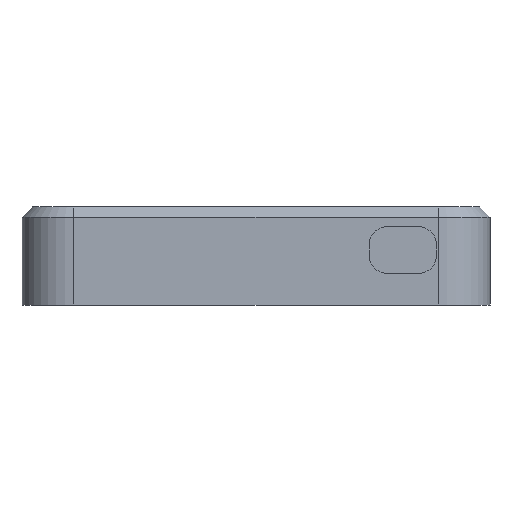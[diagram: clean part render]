
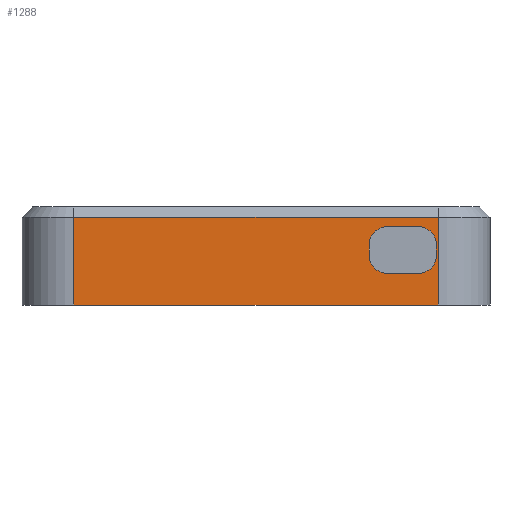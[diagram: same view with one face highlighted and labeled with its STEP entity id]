
A CAD part, left-side view. The second image highlights one B-rep face of the part: STEP entity #1288.
In plain terms, the highlighted planar face has unit normal (-1, 0, 0).
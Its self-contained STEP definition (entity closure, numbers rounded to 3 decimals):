
#18=FACE_BOUND('',#225,.T.);
#81=CIRCLE('',#1382,3.5);
#82=CIRCLE('',#1385,3.5);
#83=CIRCLE('',#1388,3.5);
#84=CIRCLE('',#1390,3.5);
#154=FACE_OUTER_BOUND('',#224,.T.);
#224=EDGE_LOOP('',(#1164,#1165,#1166,#1167));
#225=EDGE_LOOP('',(#1168,#1169,#1170,#1171,#1172,#1173,#1174,#1175));
#242=LINE('',#1829,#381);
#304=LINE('',#1995,#443);
#336=LINE('',#2089,#475);
#340=LINE('',#2099,#479);
#345=LINE('',#2111,#484);
#346=LINE('',#2114,#485);
#364=LINE('',#2153,#503);
#365=LINE('',#2155,#504);
#381=VECTOR('',#1460,10.);
#443=VECTOR('',#1596,10.);
#475=VECTOR('',#1688,10.);
#479=VECTOR('',#1698,10.);
#484=VECTOR('',#1713,10.);
#485=VECTOR('',#1718,10.);
#503=VECTOR('',#1778,10.);
#504=VECTOR('',#1781,10.);
#517=VERTEX_POINT('',#1819);
#519=VERTEX_POINT('',#1825);
#586=VERTEX_POINT('',#1993);
#587=VERTEX_POINT('',#1994);
#617=VERTEX_POINT('',#2082);
#618=VERTEX_POINT('',#2083);
#619=VERTEX_POINT('',#2088);
#620=VERTEX_POINT('',#2092);
#621=VERTEX_POINT('',#2094);
#622=VERTEX_POINT('',#2098);
#623=VERTEX_POINT('',#2103);
#624=VERTEX_POINT('',#2107);
#646=EDGE_CURVE('',#517,#519,#242,.T.);
#726=EDGE_CURVE('',#586,#587,#304,.T.);
#774=EDGE_CURVE('',#617,#618,#81,.T.);
#777=EDGE_CURVE('',#618,#619,#336,.T.);
#780=EDGE_CURVE('',#620,#621,#82,.T.);
#782=EDGE_CURVE('',#622,#621,#340,.T.);
#785=EDGE_CURVE('',#619,#623,#83,.T.);
#787=EDGE_CURVE('',#622,#624,#84,.T.);
#789=EDGE_CURVE('',#617,#624,#345,.T.);
#790=EDGE_CURVE('',#620,#623,#346,.T.);
#808=EDGE_CURVE('',#586,#519,#364,.T.);
#809=EDGE_CURVE('',#587,#517,#365,.T.);
#1164=ORIENTED_EDGE('',*,*,#646,.F.);
#1165=ORIENTED_EDGE('',*,*,#809,.F.);
#1166=ORIENTED_EDGE('',*,*,#726,.F.);
#1167=ORIENTED_EDGE('',*,*,#808,.T.);
#1168=ORIENTED_EDGE('',*,*,#790,.T.);
#1169=ORIENTED_EDGE('',*,*,#785,.F.);
#1170=ORIENTED_EDGE('',*,*,#777,.F.);
#1171=ORIENTED_EDGE('',*,*,#774,.F.);
#1172=ORIENTED_EDGE('',*,*,#789,.T.);
#1173=ORIENTED_EDGE('',*,*,#787,.F.);
#1174=ORIENTED_EDGE('',*,*,#782,.T.);
#1175=ORIENTED_EDGE('',*,*,#780,.F.);
#1222=PLANE('',#1415);
#1288=ADVANCED_FACE('',(#154,#18),#1222,.T.);
#1382=AXIS2_PLACEMENT_3D('',#2084,#1682,#1683);
#1385=AXIS2_PLACEMENT_3D('',#2095,#1693,#1694);
#1388=AXIS2_PLACEMENT_3D('',#2104,#1703,#1704);
#1390=AXIS2_PLACEMENT_3D('',#2108,#1708,#1709);
#1415=AXIS2_PLACEMENT_3D('',#2154,#1779,#1780);
#1460=DIRECTION('',(0.,-1.,0.));
#1596=DIRECTION('',(0.,1.,0.));
#1682=DIRECTION('center_axis',(-1.,0.,0.));
#1683=DIRECTION('ref_axis',(0.,0.707,0.707));
#1688=DIRECTION('',(0.,0.,-1.));
#1693=DIRECTION('center_axis',(-1.,0.,0.));
#1694=DIRECTION('ref_axis',(0.,-0.707,-0.707));
#1698=DIRECTION('',(0.,0.,-1.));
#1703=DIRECTION('center_axis',(-1.,0.,0.));
#1704=DIRECTION('ref_axis',(0.,0.707,-0.707));
#1708=DIRECTION('center_axis',(-1.,0.,0.));
#1709=DIRECTION('ref_axis',(0.,-0.707,0.707));
#1713=DIRECTION('',(0.,-1.,0.));
#1718=DIRECTION('',(0.,1.,0.));
#1778=DIRECTION('',(0.,0.,1.));
#1779=DIRECTION('center_axis',(-1.,0.,0.));
#1780=DIRECTION('ref_axis',(0.,-1.,0.));
#1781=DIRECTION('',(0.,0.,1.));
#1819=CARTESIAN_POINT('',(-6.5,-3.5,0.));
#1825=CARTESIAN_POINT('',(-6.5,-73.75,0.));
#1829=CARTESIAN_POINT('',(-6.5,-21.063,0.));
#1993=CARTESIAN_POINT('',(-6.5,-73.75,-16.9));
#1994=CARTESIAN_POINT('',(-6.5,-3.5,-16.9));
#1995=CARTESIAN_POINT('',(-6.5,-73.75,-16.9));
#2082=CARTESIAN_POINT('',(-6.5,-63.931,-1.8));
#2083=CARTESIAN_POINT('',(-6.5,-60.431,-5.3));
#2084=CARTESIAN_POINT('Origin',(-6.5,-63.931,-5.3));
#2088=CARTESIAN_POINT('',(-6.5,-60.431,-7.3));
#2089=CARTESIAN_POINT('',(-6.5,-60.431,-5.4));
#2092=CARTESIAN_POINT('',(-6.5,-69.931,-10.8));
#2094=CARTESIAN_POINT('',(-6.5,-73.431,-7.3));
#2095=CARTESIAN_POINT('Origin',(-6.5,-69.931,-7.3));
#2098=CARTESIAN_POINT('',(-6.5,-73.431,-5.3));
#2099=CARTESIAN_POINT('',(-6.5,-73.431,-0.9));
#2103=CARTESIAN_POINT('',(-6.5,-63.931,-10.8));
#2104=CARTESIAN_POINT('Origin',(-6.5,-63.931,-7.3));
#2107=CARTESIAN_POINT('',(-6.5,-69.931,-1.8));
#2108=CARTESIAN_POINT('Origin',(-6.5,-69.931,-5.3));
#2111=CARTESIAN_POINT('',(-6.5,-37.74,-1.8));
#2114=CARTESIAN_POINT('',(-6.5,-37.74,-10.8));
#2153=CARTESIAN_POINT('',(-6.5,-73.75,0.));
#2154=CARTESIAN_POINT('Origin',(-6.5,-3.5,0.));
#2155=CARTESIAN_POINT('',(-6.5,-3.5,0.));
